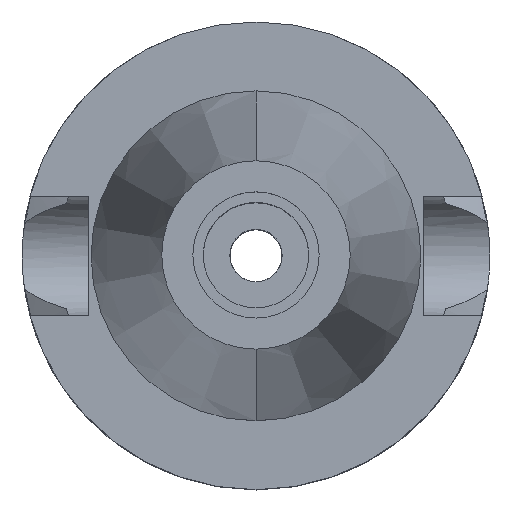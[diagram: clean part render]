
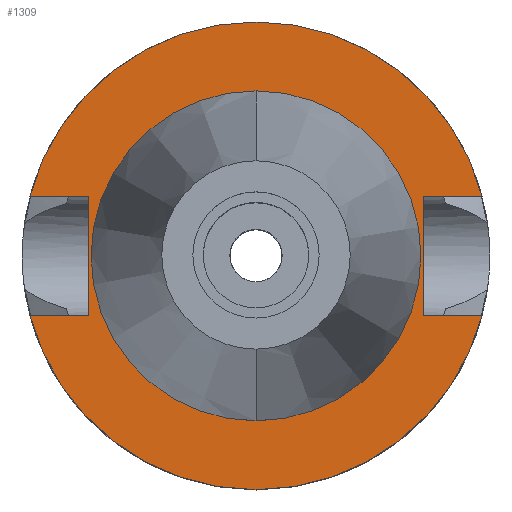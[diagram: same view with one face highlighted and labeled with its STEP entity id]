
A CAD part, top view. The second image highlights one B-rep face of the part: STEP entity #1309.
In plain terms, the highlighted planar face has unit normal (0, 0, 1).
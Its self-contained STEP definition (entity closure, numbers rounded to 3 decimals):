
#94=DIRECTION('',(0.,1.,0.));
#95=VECTOR('',#94,16.1);
#96=CARTESIAN_POINT('',(-22.5,-8.05,-1.));
#97=LINE('',#96,#95);
#101=DIRECTION('',(-1.,0.,0.));
#102=VECTOR('',#101,7.954);
#103=CARTESIAN_POINT('',(-22.5,8.05,-1.));
#104=LINE('',#103,#102);
#108=CARTESIAN_POINT('',(0.,0.,-1.));
#109=DIRECTION('',(0.,0.,-1.));
#110=DIRECTION('',(-0.967,0.256,0.));
#111=AXIS2_PLACEMENT_3D('',#108,#109,#110);
#116=CARTESIAN_POINT('',(0.,0.,-1.));
#117=DIRECTION('',(0.,0.,-1.));
#118=DIRECTION('',(0.,1.,0.));
#119=AXIS2_PLACEMENT_3D('',#116,#117,#118);
#124=DIRECTION('',(0.,-1.,0.));
#125=VECTOR('',#124,16.1);
#126=CARTESIAN_POINT('',(22.5,8.05,-1.));
#127=LINE('',#126,#125);
#131=DIRECTION('',(1.,0.,0.));
#132=VECTOR('',#131,7.954);
#133=CARTESIAN_POINT('',(22.5,-8.05,-1.));
#134=LINE('',#133,#132);
#138=CARTESIAN_POINT('',(0.,0.,-1.));
#139=DIRECTION('',(0.,0.,-1.));
#140=DIRECTION('',(0.967,-0.256,0.));
#141=AXIS2_PLACEMENT_3D('',#138,#139,#140);
#146=CARTESIAN_POINT('',(0.,0.,-1.));
#147=DIRECTION('',(0.,0.,-1.));
#148=DIRECTION('',(0.,-1.,0.));
#149=AXIS2_PLACEMENT_3D('',#146,#147,#148);
#154=CARTESIAN_POINT('',(0.,0.,-1.));
#155=DIRECTION('',(0.,0.,1.));
#156=DIRECTION('',(0.,-1.,0.));
#157=AXIS2_PLACEMENT_3D('',#154,#155,#156);
#162=CARTESIAN_POINT('',(0.,0.,-1.));
#163=DIRECTION('',(0.,0.,1.));
#164=DIRECTION('',(0.,1.,0.));
#165=AXIS2_PLACEMENT_3D('',#162,#163,#164);
#200=DIRECTION('',(-1.,0.,0.));
#201=VECTOR('',#200,7.954);
#202=CARTESIAN_POINT('',(-22.5,-8.05,-1.));
#203=LINE('',#202,#201);
#337=DIRECTION('',(1.,0.,0.));
#338=VECTOR('',#337,7.954);
#339=CARTESIAN_POINT('',(22.5,8.05,-1.));
#340=LINE('',#339,#338);
#1166=CARTESIAN_POINT('',(-22.5,-8.05,-1.));
#1167=VERTEX_POINT('',#1166);
#1168=CARTESIAN_POINT('',(-30.454,-8.05,-1.));
#1169=VERTEX_POINT('',#1168);
#1172=CARTESIAN_POINT('',(-22.5,8.05,-1.));
#1173=VERTEX_POINT('',#1172);
#1174=CARTESIAN_POINT('',(-30.454,8.05,-1.));
#1175=VERTEX_POINT('',#1174);
#1176=CARTESIAN_POINT('',(0.,31.5,-1.));
#1177=CARTESIAN_POINT('',(30.454,8.05,-1.));
#1178=VERTEX_POINT('',#1176);
#1179=VERTEX_POINT('',#1177);
#1180=CARTESIAN_POINT('',(22.5,8.05,-1.));
#1181=VERTEX_POINT('',#1180);
#1182=CARTESIAN_POINT('',(22.5,-8.05,-1.));
#1183=VERTEX_POINT('',#1182);
#1184=CARTESIAN_POINT('',(30.454,-8.05,-1.));
#1185=VERTEX_POINT('',#1184);
#1186=CARTESIAN_POINT('',(0.,-31.5,-1.));
#1187=VERTEX_POINT('',#1186);
#1188=CARTESIAN_POINT('',(0.,-22.225,-1.));
#1189=CARTESIAN_POINT('',(0.,22.225,-1.));
#1190=VERTEX_POINT('',#1188);
#1191=VERTEX_POINT('',#1189);
#1278=CARTESIAN_POINT('',(0.,0.,-1.));
#1279=DIRECTION('',(0.,0.,-1.));
#1280=DIRECTION('',(0.,-1.,0.));
#1281=AXIS2_PLACEMENT_3D('',#1278,#1279,#1280);
#1282=PLANE('',#1281);
#1284=ORIENTED_EDGE('',*,*,#1283,.T.);
#1286=ORIENTED_EDGE('',*,*,#1285,.T.);
#1288=ORIENTED_EDGE('',*,*,#1287,.T.);
#1290=ORIENTED_EDGE('',*,*,#1289,.T.);
#1292=ORIENTED_EDGE('',*,*,#1291,.F.);
#1294=ORIENTED_EDGE('',*,*,#1293,.T.);
#1296=ORIENTED_EDGE('',*,*,#1295,.T.);
#1298=ORIENTED_EDGE('',*,*,#1297,.T.);
#1300=ORIENTED_EDGE('',*,*,#1299,.T.);
#1302=ORIENTED_EDGE('',*,*,#1301,.F.);
#1303=EDGE_LOOP('',(#1284,#1286,#1288,#1290,#1292,#1294,#1296,#1298,#1300,
#1302));
#1304=FACE_OUTER_BOUND('',#1303,.F.);
#1305=ORIENTED_EDGE('',*,*,#1257,.T.);
#1306=ORIENTED_EDGE('',*,*,#1273,.T.);
#1307=EDGE_LOOP('',(#1305,#1306));
#1308=FACE_BOUND('',#1307,.F.);
#112=CIRCLE('',#111,31.5);
#120=CIRCLE('',#119,31.5);
#142=CIRCLE('',#141,31.5);
#150=CIRCLE('',#149,31.5);
#158=CIRCLE('',#157,22.225);
#166=CIRCLE('',#165,22.225);
#1257=EDGE_CURVE('',#1190,#1191,#158,.T.);
#1273=EDGE_CURVE('',#1191,#1190,#166,.T.);
#1283=EDGE_CURVE('',#1167,#1173,#97,.T.);
#1285=EDGE_CURVE('',#1173,#1175,#104,.T.);
#1287=EDGE_CURVE('',#1175,#1178,#112,.T.);
#1289=EDGE_CURVE('',#1178,#1179,#120,.T.);
#1291=EDGE_CURVE('',#1181,#1179,#340,.T.);
#1293=EDGE_CURVE('',#1181,#1183,#127,.T.);
#1295=EDGE_CURVE('',#1183,#1185,#134,.T.);
#1297=EDGE_CURVE('',#1185,#1187,#142,.T.);
#1299=EDGE_CURVE('',#1187,#1169,#150,.T.);
#1301=EDGE_CURVE('',#1167,#1169,#203,.T.);
#1309=ADVANCED_FACE('',(#1304,#1308),#1282,.F.);
